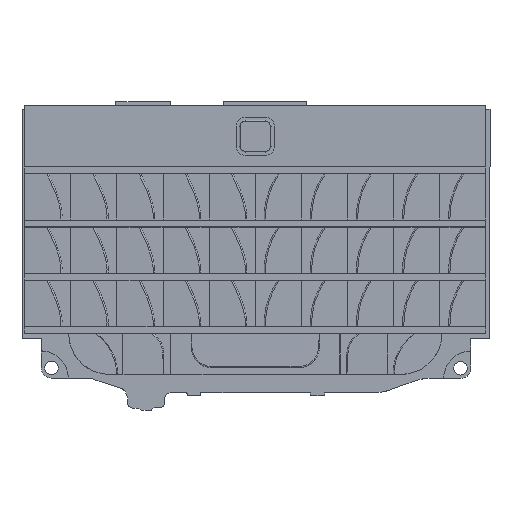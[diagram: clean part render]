
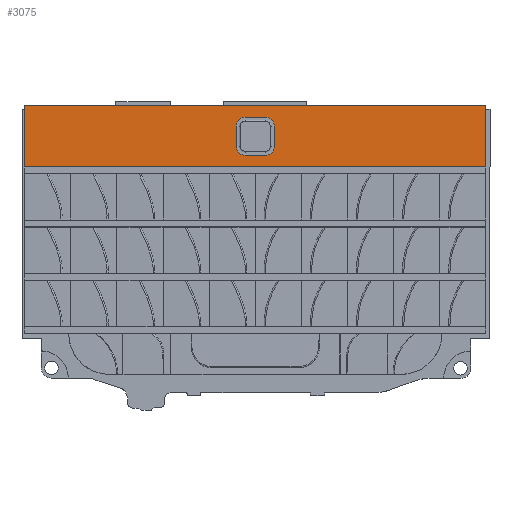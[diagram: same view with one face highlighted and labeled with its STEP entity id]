
A CAD part, top view. The second image highlights one B-rep face of the part: STEP entity #3075.
In plain terms, the highlighted face is planar.
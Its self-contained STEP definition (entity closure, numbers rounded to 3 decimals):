
#181=FACE_BOUND('',#1281,.T.);
#236=CIRCLE('',#3373,1.);
#237=CIRCLE('',#3376,1.);
#238=CIRCLE('',#3380,1.);
#239=CIRCLE('',#3383,1.);
#386=LINE('',#4834,#696);
#390=LINE('',#4843,#700);
#393=LINE('',#4852,#703);
#396=LINE('',#4860,#706);
#399=LINE('',#4870,#709);
#402=LINE('',#4876,#712);
#405=LINE('',#4882,#715);
#408=LINE('',#4886,#718);
#696=VECTOR('',#3748,10.);
#700=VECTOR('',#3758,10.);
#703=VECTOR('',#3769,10.);
#706=VECTOR('',#3778,10.);
#709=VECTOR('',#3787,10.);
#712=VECTOR('',#3792,10.);
#715=VECTOR('',#3797,10.);
#718=VECTOR('',#3802,10.);
#986=PLANE('',#3388);
#1113=FACE_OUTER_BOUND('',#1280,.T.);
#1280=EDGE_LOOP('',(#2346,#2347,#2348,#2349));
#1281=EDGE_LOOP('',(#2350,#2351,#2352,#2353,#2354,#2355,#2356,#2357));
#1502=VERTEX_POINT('',#4831);
#1503=VERTEX_POINT('',#4833);
#1504=VERTEX_POINT('',#4837);
#1505=VERTEX_POINT('',#4841);
#1506=VERTEX_POINT('',#4845);
#1507=VERTEX_POINT('',#4850);
#1508=VERTEX_POINT('',#4854);
#1509=VERTEX_POINT('',#4858);
#1512=VERTEX_POINT('',#4867);
#1513=VERTEX_POINT('',#4869);
#1515=VERTEX_POINT('',#4875);
#1517=VERTEX_POINT('',#4881);
#1809=EDGE_CURVE('',#1503,#1502,#386,.T.);
#1812=EDGE_CURVE('',#1502,#1504,#236,.T.);
#1814=EDGE_CURVE('',#1504,#1505,#390,.T.);
#1816=EDGE_CURVE('',#1505,#1506,#237,.T.);
#1818=EDGE_CURVE('',#1506,#1507,#393,.T.);
#1820=EDGE_CURVE('',#1507,#1508,#238,.T.);
#1822=EDGE_CURVE('',#1508,#1509,#396,.T.);
#1823=EDGE_CURVE('',#1509,#1503,#239,.T.);
#1826=EDGE_CURVE('',#1513,#1512,#399,.T.);
#1829=EDGE_CURVE('',#1515,#1513,#402,.T.);
#1832=EDGE_CURVE('',#1517,#1515,#405,.T.);
#1835=EDGE_CURVE('',#1512,#1517,#408,.T.);
#2346=ORIENTED_EDGE('',*,*,#1835,.T.);
#2347=ORIENTED_EDGE('',*,*,#1832,.T.);
#2348=ORIENTED_EDGE('',*,*,#1829,.T.);
#2349=ORIENTED_EDGE('',*,*,#1826,.T.);
#2350=ORIENTED_EDGE('',*,*,#1818,.T.);
#2351=ORIENTED_EDGE('',*,*,#1820,.T.);
#2352=ORIENTED_EDGE('',*,*,#1822,.T.);
#2353=ORIENTED_EDGE('',*,*,#1823,.T.);
#2354=ORIENTED_EDGE('',*,*,#1809,.T.);
#2355=ORIENTED_EDGE('',*,*,#1812,.T.);
#2356=ORIENTED_EDGE('',*,*,#1814,.T.);
#2357=ORIENTED_EDGE('',*,*,#1816,.T.);
#3075=ADVANCED_FACE('',(#1113,#181),#986,.T.);
#3373=AXIS2_PLACEMENT_3D('',#4839,#3753,#3754);
#3376=AXIS2_PLACEMENT_3D('',#4847,#3762,#3763);
#3380=AXIS2_PLACEMENT_3D('',#4856,#3773,#3774);
#3383=AXIS2_PLACEMENT_3D('',#4862,#3781,#3782);
#3388=AXIS2_PLACEMENT_3D('',#4887,#3803,#3804);
#3748=DIRECTION('',(-1.,0.,0.));
#3753=DIRECTION('center_axis',(0.,-1.,0.));
#3754=DIRECTION('ref_axis',(-1.,0.,0.));
#3758=DIRECTION('',(0.,0.,-1.));
#3762=DIRECTION('center_axis',(0.,-1.,0.));
#3763=DIRECTION('ref_axis',(0.,0.,-1.));
#3769=DIRECTION('',(1.,0.,0.));
#3773=DIRECTION('center_axis',(0.,-1.,0.));
#3774=DIRECTION('ref_axis',(1.,0.,0.));
#3778=DIRECTION('',(0.,0.,1.));
#3781=DIRECTION('center_axis',(0.,-1.,0.));
#3782=DIRECTION('ref_axis',(0.,0.,1.));
#3787=DIRECTION('',(1.,0.,0.));
#3792=DIRECTION('',(0.,0.,1.));
#3797=DIRECTION('',(-1.,0.,0.));
#3802=DIRECTION('',(0.,0.,-1.));
#3803=DIRECTION('center_axis',(0.,1.,0.));
#3804=DIRECTION('ref_axis',(0.,0.,1.));
#4831=CARTESIAN_POINT('',(-1.5,0.8,2.5));
#4833=CARTESIAN_POINT('',(1.5,0.8,2.5));
#4834=CARTESIAN_POINT('',(-0.75,0.8,2.5));
#4837=CARTESIAN_POINT('',(-2.5,0.8,1.5));
#4839=CARTESIAN_POINT('Origin',(-1.5,0.8,1.5));
#4841=CARTESIAN_POINT('',(-2.5,0.8,-1.5));
#4843=CARTESIAN_POINT('',(-2.5,0.8,-0.75));
#4845=CARTESIAN_POINT('',(-1.5,0.8,-2.5));
#4847=CARTESIAN_POINT('Origin',(-1.5,0.8,-1.5));
#4850=CARTESIAN_POINT('',(1.5,0.8,-2.5));
#4852=CARTESIAN_POINT('',(0.75,0.8,-2.5));
#4854=CARTESIAN_POINT('',(2.5,0.8,-1.5));
#4856=CARTESIAN_POINT('Origin',(1.5,0.8,-1.5));
#4858=CARTESIAN_POINT('',(2.5,0.8,1.5));
#4860=CARTESIAN_POINT('',(2.5,0.8,0.75));
#4862=CARTESIAN_POINT('Origin',(1.5,0.8,1.5));
#4867=CARTESIAN_POINT('',(34.,0.8,4.5));
#4869=CARTESIAN_POINT('',(-34.,0.8,4.5));
#4870=CARTESIAN_POINT('',(-34.,0.8,4.5));
#4875=CARTESIAN_POINT('',(-34.,0.8,-4.5));
#4876=CARTESIAN_POINT('',(-34.,0.8,-4.5));
#4881=CARTESIAN_POINT('',(34.,0.8,-4.5));
#4882=CARTESIAN_POINT('',(34.,0.8,-4.5));
#4886=CARTESIAN_POINT('',(34.,0.8,4.5));
#4887=CARTESIAN_POINT('Origin',(0.,0.8,0.));
